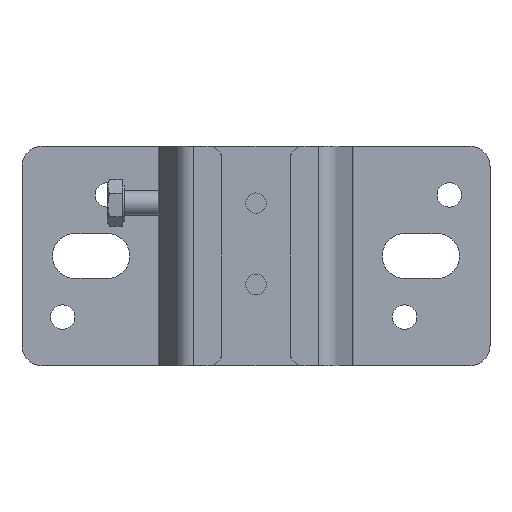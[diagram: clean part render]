
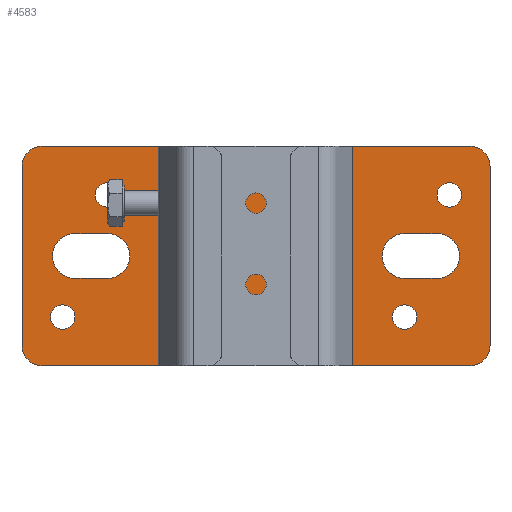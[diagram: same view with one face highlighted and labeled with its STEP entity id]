
A CAD part, front view. The second image highlights one B-rep face of the part: STEP entity #4583.
In plain terms, the highlighted face is planar.
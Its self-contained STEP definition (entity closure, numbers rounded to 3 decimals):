
#119=FACE_BOUND('',#969,.T.);
#120=FACE_BOUND('',#970,.T.);
#121=FACE_BOUND('',#971,.T.);
#122=FACE_BOUND('',#972,.T.);
#123=FACE_BOUND('',#973,.T.);
#124=FACE_BOUND('',#974,.T.);
#125=FACE_BOUND('',#975,.T.);
#126=FACE_BOUND('',#976,.T.);
#127=FACE_BOUND('',#977,.T.);
#268=CIRCLE('',#5036,4.35);
#269=CIRCLE('',#5037,4.35);
#271=CIRCLE('',#5040,4.35);
#272=CIRCLE('',#5041,4.35);
#274=CIRCLE('',#5044,4.35);
#275=CIRCLE('',#5045,4.35);
#277=CIRCLE('',#5048,5.5);
#278=CIRCLE('',#5051,5.5);
#279=CIRCLE('',#5055,5.5);
#280=CIRCLE('',#5058,5.5);
#281=CIRCLE('',#5060,3.);
#282=CIRCLE('',#5062,3.);
#283=CIRCLE('',#5064,3.);
#284=CIRCLE('',#5066,3.);
#285=CIRCLE('',#5069,5.);
#286=CIRCLE('',#5072,5.);
#287=CIRCLE('',#5075,5.);
#288=CIRCLE('',#5078,5.);
#440=PLANE('',#5079);
#682=FACE_OUTER_BOUND('',#968,.T.);
#968=EDGE_LOOP('',(#4165,#4166,#4167,#4168,#4169,#4170,#4171,#4172));
#969=EDGE_LOOP('',(#4173,#4174));
#970=EDGE_LOOP('',(#4175,#4176));
#971=EDGE_LOOP('',(#4177,#4178));
#972=EDGE_LOOP('',(#4179,#4180,#4181,#4182));
#973=EDGE_LOOP('',(#4183,#4184,#4185,#4186));
#974=EDGE_LOOP('',(#4187));
#975=EDGE_LOOP('',(#4188));
#976=EDGE_LOOP('',(#4189));
#977=EDGE_LOOP('',(#4190));
#1396=LINE('',#7941,#1833);
#1399=LINE('',#7948,#1836);
#1401=LINE('',#7953,#1838);
#1404=LINE('',#7961,#1841);
#1411=LINE('',#7985,#1848);
#1415=LINE('',#7994,#1852);
#1418=LINE('',#8002,#1855);
#1421=LINE('',#8010,#1858);
#1833=VECTOR('',#6213,10.);
#1836=VECTOR('',#6222,10.);
#1838=VECTOR('',#6226,10.);
#1841=VECTOR('',#6235,10.);
#1848=VECTOR('',#6264,10.);
#1852=VECTOR('',#6274,10.);
#1855=VECTOR('',#6283,10.);
#1858=VECTOR('',#6292,10.);
#2273=VERTEX_POINT('',#7913);
#2274=VERTEX_POINT('',#7914);
#2276=VERTEX_POINT('',#7920);
#2277=VERTEX_POINT('',#7921);
#2279=VERTEX_POINT('',#7927);
#2280=VERTEX_POINT('',#7928);
#2282=VERTEX_POINT('',#7934);
#2283=VERTEX_POINT('',#7936);
#2284=VERTEX_POINT('',#7940);
#2285=VERTEX_POINT('',#7944);
#2286=VERTEX_POINT('',#7950);
#2287=VERTEX_POINT('',#7952);
#2288=VERTEX_POINT('',#7956);
#2289=VERTEX_POINT('',#7960);
#2290=VERTEX_POINT('',#7966);
#2291=VERTEX_POINT('',#7970);
#2292=VERTEX_POINT('',#7974);
#2293=VERTEX_POINT('',#7978);
#2294=VERTEX_POINT('',#7982);
#2295=VERTEX_POINT('',#7984);
#2296=VERTEX_POINT('',#7988);
#2297=VERTEX_POINT('',#7992);
#2298=VERTEX_POINT('',#7996);
#2299=VERTEX_POINT('',#8000);
#2300=VERTEX_POINT('',#8004);
#2301=VERTEX_POINT('',#8008);
#2888=EDGE_CURVE('',#2273,#2274,#268,.T.);
#2889=EDGE_CURVE('',#2274,#2273,#269,.T.);
#2891=EDGE_CURVE('',#2276,#2277,#271,.T.);
#2892=EDGE_CURVE('',#2277,#2276,#272,.T.);
#2894=EDGE_CURVE('',#2279,#2280,#274,.T.);
#2895=EDGE_CURVE('',#2280,#2279,#275,.T.);
#2898=EDGE_CURVE('',#2283,#2282,#277,.T.);
#2900=EDGE_CURVE('',#2284,#2283,#1396,.T.);
#2902=EDGE_CURVE('',#2285,#2284,#278,.T.);
#2904=EDGE_CURVE('',#2282,#2285,#1399,.T.);
#2906=EDGE_CURVE('',#2287,#2286,#1401,.T.);
#2908=EDGE_CURVE('',#2288,#2287,#279,.T.);
#2910=EDGE_CURVE('',#2289,#2288,#1404,.T.);
#2912=EDGE_CURVE('',#2286,#2289,#280,.T.);
#2913=EDGE_CURVE('',#2290,#2290,#281,.T.);
#2915=EDGE_CURVE('',#2291,#2291,#282,.T.);
#2917=EDGE_CURVE('',#2292,#2292,#283,.T.);
#2919=EDGE_CURVE('',#2293,#2293,#284,.T.);
#2922=EDGE_CURVE('',#2294,#2295,#1411,.T.);
#2925=EDGE_CURVE('',#2296,#2294,#285,.T.);
#2927=EDGE_CURVE('',#2297,#2296,#1415,.T.);
#2929=EDGE_CURVE('',#2298,#2297,#286,.T.);
#2931=EDGE_CURVE('',#2299,#2298,#1418,.T.);
#2933=EDGE_CURVE('',#2300,#2299,#287,.T.);
#2935=EDGE_CURVE('',#2301,#2300,#1421,.T.);
#2936=EDGE_CURVE('',#2295,#2301,#288,.T.);
#4165=ORIENTED_EDGE('',*,*,#2936,.F.);
#4166=ORIENTED_EDGE('',*,*,#2922,.F.);
#4167=ORIENTED_EDGE('',*,*,#2925,.F.);
#4168=ORIENTED_EDGE('',*,*,#2927,.F.);
#4169=ORIENTED_EDGE('',*,*,#2929,.F.);
#4170=ORIENTED_EDGE('',*,*,#2931,.F.);
#4171=ORIENTED_EDGE('',*,*,#2933,.F.);
#4172=ORIENTED_EDGE('',*,*,#2935,.F.);
#4173=ORIENTED_EDGE('',*,*,#2888,.T.);
#4174=ORIENTED_EDGE('',*,*,#2889,.T.);
#4175=ORIENTED_EDGE('',*,*,#2891,.T.);
#4176=ORIENTED_EDGE('',*,*,#2892,.T.);
#4177=ORIENTED_EDGE('',*,*,#2894,.T.);
#4178=ORIENTED_EDGE('',*,*,#2895,.T.);
#4179=ORIENTED_EDGE('',*,*,#2898,.T.);
#4180=ORIENTED_EDGE('',*,*,#2904,.T.);
#4181=ORIENTED_EDGE('',*,*,#2902,.T.);
#4182=ORIENTED_EDGE('',*,*,#2900,.T.);
#4183=ORIENTED_EDGE('',*,*,#2906,.T.);
#4184=ORIENTED_EDGE('',*,*,#2912,.T.);
#4185=ORIENTED_EDGE('',*,*,#2910,.T.);
#4186=ORIENTED_EDGE('',*,*,#2908,.T.);
#4187=ORIENTED_EDGE('',*,*,#2913,.T.);
#4188=ORIENTED_EDGE('',*,*,#2915,.T.);
#4189=ORIENTED_EDGE('',*,*,#2917,.T.);
#4190=ORIENTED_EDGE('',*,*,#2919,.T.);
#4583=ADVANCED_FACE('',(#682,#119,#120,#121,#122,#123,#124,#125,#126,#127),
#440,.F.);
#5036=AXIS2_PLACEMENT_3D('',#7915,#6183,#6184);
#5037=AXIS2_PLACEMENT_3D('',#7916,#6185,#6186);
#5040=AXIS2_PLACEMENT_3D('',#7922,#6191,#6192);
#5041=AXIS2_PLACEMENT_3D('',#7923,#6193,#6194);
#5044=AXIS2_PLACEMENT_3D('',#7929,#6199,#6200);
#5045=AXIS2_PLACEMENT_3D('',#7930,#6201,#6202);
#5048=AXIS2_PLACEMENT_3D('',#7937,#6208,#6209);
#5051=AXIS2_PLACEMENT_3D('',#7945,#6217,#6218);
#5055=AXIS2_PLACEMENT_3D('',#7957,#6230,#6231);
#5058=AXIS2_PLACEMENT_3D('',#7964,#6239,#6240);
#5060=AXIS2_PLACEMENT_3D('',#7967,#6243,#6244);
#5062=AXIS2_PLACEMENT_3D('',#7971,#6248,#6249);
#5064=AXIS2_PLACEMENT_3D('',#7975,#6253,#6254);
#5066=AXIS2_PLACEMENT_3D('',#7979,#6258,#6259);
#5069=AXIS2_PLACEMENT_3D('',#7990,#6269,#6270);
#5072=AXIS2_PLACEMENT_3D('',#7998,#6278,#6279);
#5075=AXIS2_PLACEMENT_3D('',#8006,#6287,#6288);
#5078=AXIS2_PLACEMENT_3D('',#8012,#6295,#6296);
#5079=AXIS2_PLACEMENT_3D('',#8013,#6297,#6298);
#6183=DIRECTION('center_axis',(0.,0.,1.));
#6184=DIRECTION('ref_axis',(0.,-1.,0.));
#6185=DIRECTION('center_axis',(0.,0.,1.));
#6186=DIRECTION('ref_axis',(0.,-1.,0.));
#6191=DIRECTION('center_axis',(0.,0.,1.));
#6192=DIRECTION('ref_axis',(0.,-1.,0.));
#6193=DIRECTION('center_axis',(0.,0.,1.));
#6194=DIRECTION('ref_axis',(0.,-1.,0.));
#6199=DIRECTION('center_axis',(0.,0.,1.));
#6200=DIRECTION('ref_axis',(0.,-1.,0.));
#6201=DIRECTION('center_axis',(0.,0.,1.));
#6202=DIRECTION('ref_axis',(0.,-1.,0.));
#6208=DIRECTION('center_axis',(0.,0.,1.));
#6209=DIRECTION('ref_axis',(0.,1.,0.));
#6213=DIRECTION('',(-1.,0.,0.));
#6217=DIRECTION('center_axis',(0.,0.,1.));
#6218=DIRECTION('ref_axis',(0.,-1.,0.));
#6222=DIRECTION('',(1.,0.,0.));
#6226=DIRECTION('',(-1.,0.,0.));
#6230=DIRECTION('center_axis',(0.,0.,1.));
#6231=DIRECTION('ref_axis',(0.,-1.,0.));
#6235=DIRECTION('',(1.,0.,0.));
#6239=DIRECTION('center_axis',(0.,0.,1.));
#6240=DIRECTION('ref_axis',(0.,1.,0.));
#6243=DIRECTION('center_axis',(0.,0.,1.));
#6244=DIRECTION('ref_axis',(-1.,0.,0.));
#6248=DIRECTION('center_axis',(0.,0.,1.));
#6249=DIRECTION('ref_axis',(-1.,0.,0.));
#6253=DIRECTION('center_axis',(0.,0.,1.));
#6254=DIRECTION('ref_axis',(-1.,0.,0.));
#6258=DIRECTION('center_axis',(0.,0.,1.));
#6259=DIRECTION('ref_axis',(-1.,0.,0.));
#6264=DIRECTION('',(0.,-1.,0.));
#6269=DIRECTION('center_axis',(0.,0.,1.));
#6270=DIRECTION('ref_axis',(0.,1.,0.));
#6274=DIRECTION('',(-1.,0.,0.));
#6278=DIRECTION('center_axis',(0.,0.,1.));
#6279=DIRECTION('ref_axis',(1.,0.,0.));
#6283=DIRECTION('',(0.,1.,0.));
#6287=DIRECTION('center_axis',(0.,0.,1.));
#6288=DIRECTION('ref_axis',(0.,-1.,0.));
#6292=DIRECTION('',(1.,0.,0.));
#6295=DIRECTION('center_axis',(0.,0.,1.));
#6296=DIRECTION('ref_axis',(-1.,0.,0.));
#6297=DIRECTION('center_axis',(0.,0.,1.));
#6298=DIRECTION('ref_axis',(1.,0.,0.));
#7913=CARTESIAN_POINT('',(-10.,4.35,0.));
#7914=CARTESIAN_POINT('',(-14.35,0.,0.));
#7915=CARTESIAN_POINT('Origin',(-10.,0.,0.));
#7916=CARTESIAN_POINT('Origin',(-10.,0.,0.));
#7920=CARTESIAN_POINT('',(10.,21.35,0.));
#7921=CARTESIAN_POINT('',(5.65,17.,0.));
#7922=CARTESIAN_POINT('Origin',(10.,17.,0.));
#7923=CARTESIAN_POINT('Origin',(10.,17.,0.));
#7927=CARTESIAN_POINT('',(10.,-12.65,0.));
#7928=CARTESIAN_POINT('',(5.65,-17.,0.));
#7929=CARTESIAN_POINT('Origin',(10.,-17.,0.));
#7930=CARTESIAN_POINT('Origin',(10.,-17.,0.));
#7934=CARTESIAN_POINT('',(36.5,-5.5,0.));
#7936=CARTESIAN_POINT('',(36.5,5.5,0.));
#7937=CARTESIAN_POINT('Origin',(36.5,0.,0.));
#7940=CARTESIAN_POINT('',(44.5,5.5,0.));
#7941=CARTESIAN_POINT('',(18.25,5.5,0.));
#7944=CARTESIAN_POINT('',(44.5,-5.5,0.));
#7945=CARTESIAN_POINT('Origin',(44.5,0.,0.));
#7948=CARTESIAN_POINT('',(22.25,-5.5,0.));
#7950=CARTESIAN_POINT('',(-44.5,5.5,0.));
#7952=CARTESIAN_POINT('',(-36.5,5.5,0.));
#7953=CARTESIAN_POINT('',(-22.25,5.5,0.));
#7956=CARTESIAN_POINT('',(-36.5,-5.5,0.));
#7957=CARTESIAN_POINT('Origin',(-36.5,0.,0.));
#7960=CARTESIAN_POINT('',(-44.5,-5.5,0.));
#7961=CARTESIAN_POINT('',(-18.25,-5.5,0.));
#7964=CARTESIAN_POINT('Origin',(-44.5,0.,0.));
#7966=CARTESIAN_POINT('',(39.5,15.,0.));
#7967=CARTESIAN_POINT('Origin',(36.5,15.,0.));
#7970=CARTESIAN_POINT('',(50.5,-15.,0.));
#7971=CARTESIAN_POINT('Origin',(47.5,-15.,0.));
#7974=CARTESIAN_POINT('',(-44.5,15.,0.));
#7975=CARTESIAN_POINT('Origin',(-47.5,15.,0.));
#7978=CARTESIAN_POINT('',(-33.5,-15.,0.));
#7979=CARTESIAN_POINT('Origin',(-36.5,-15.,0.));
#7982=CARTESIAN_POINT('',(-57.5,22.,0.));
#7984=CARTESIAN_POINT('',(-57.5,-22.,0.));
#7985=CARTESIAN_POINT('',(-57.5,22.,0.));
#7988=CARTESIAN_POINT('',(-52.5,27.,0.));
#7990=CARTESIAN_POINT('Origin',(-52.5,22.,0.));
#7992=CARTESIAN_POINT('',(52.5,27.,0.));
#7994=CARTESIAN_POINT('',(52.5,27.,0.));
#7996=CARTESIAN_POINT('',(57.5,22.,0.));
#7998=CARTESIAN_POINT('Origin',(52.5,22.,0.));
#8000=CARTESIAN_POINT('',(57.5,-22.,0.));
#8002=CARTESIAN_POINT('',(57.5,-22.,0.));
#8004=CARTESIAN_POINT('',(52.5,-27.,0.));
#8006=CARTESIAN_POINT('Origin',(52.5,-22.,0.));
#8008=CARTESIAN_POINT('',(-52.5,-27.,0.));
#8010=CARTESIAN_POINT('',(-52.5,-27.,0.));
#8012=CARTESIAN_POINT('Origin',(-52.5,-22.,0.));
#8013=CARTESIAN_POINT('Origin',(0.,0.,0.));
